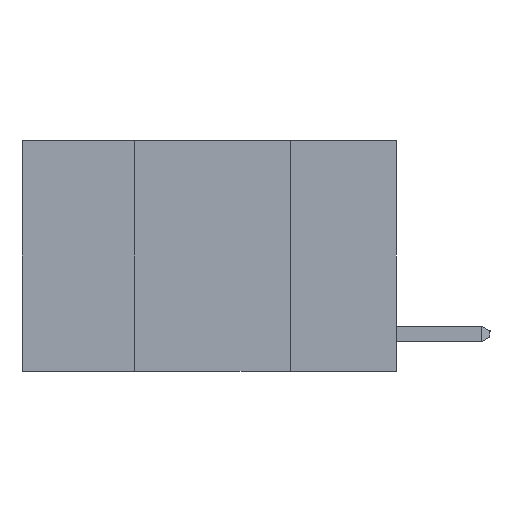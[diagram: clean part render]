
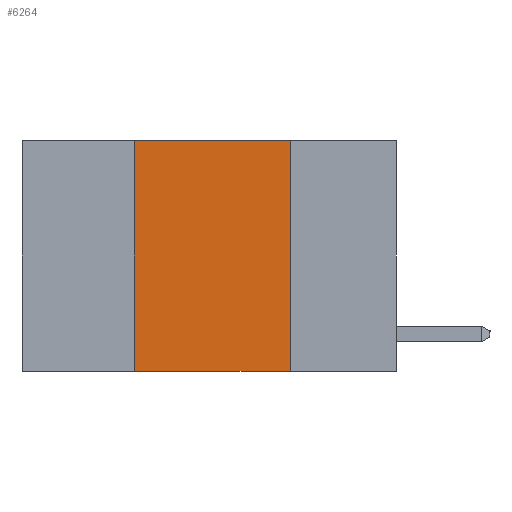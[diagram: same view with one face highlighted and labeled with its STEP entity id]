
A CAD part, left-side view. The second image highlights one B-rep face of the part: STEP entity #6264.
In plain terms, the highlighted planar face has unit normal (-1, 0, 0).
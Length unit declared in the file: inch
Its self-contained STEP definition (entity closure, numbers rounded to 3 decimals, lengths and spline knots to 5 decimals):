
#35 = CARTESIAN_POINT ( 'NONE',  ( 0., 0.42, 0. ) ) ;
#247 = VECTOR ( 'NONE', #10068, 39.37008 ) ;
#1189 = DIRECTION ( 'NONE',  ( 0., -1., 0. ) ) ;
#1429 = CARTESIAN_POINT ( 'NONE',  ( 0., 0.17, -0.37 ) ) ;
#1894 = ORIENTED_EDGE ( 'NONE', *, *, #12699, .F. ) ;
#2104 = EDGE_LOOP ( 'NONE', ( #8573, #1894, #9380, #9783 ) ) ;
#2695 = DIRECTION ( 'NONE',  ( 1., 0., 0. ) ) ;
#3469 = FACE_OUTER_BOUND ( 'NONE', #2104, .T. ) ;
#3543 = LINE ( 'NONE', #11281, #17081 ) ;
#4186 = VERTEX_POINT ( 'NONE', #1429 ) ;
#4783 = LINE ( 'NONE', #11125, #14899 ) ;
#4976 = VERTEX_POINT ( 'NONE', #6163 ) ;
#6163 = CARTESIAN_POINT ( 'NONE',  ( 0., 0.42, -0.37 ) ) ;
#6264 = ADVANCED_FACE ( 'NONE', ( #3469 ), #10538, .F. ) ;
#7355 = DIRECTION ( 'NONE',  ( 0., 0., -1. ) ) ;
#8573 = ORIENTED_EDGE ( 'NONE', *, *, #13946, .F. ) ;
#8781 = AXIS2_PLACEMENT_3D ( 'NONE', #17093, #2695, #11850 ) ;
#9370 = VERTEX_POINT ( 'NONE', #35 ) ;
#9380 = ORIENTED_EDGE ( 'NONE', *, *, #13993, .F. ) ;
#9783 = ORIENTED_EDGE ( 'NONE', *, *, #13994, .T. ) ;
#10068 = DIRECTION ( 'NONE',  ( 0., -1., 0. ) ) ;
#10538 = PLANE ( 'NONE',  #8781 ) ;
#10553 = LINE ( 'NONE', #16587, #247 ) ;
#11125 = CARTESIAN_POINT ( 'NONE',  ( 0., 0.17, 0. ) ) ;
#11281 = CARTESIAN_POINT ( 'NONE',  ( 0., 0.42, 0. ) ) ;
#11562 = VECTOR ( 'NONE', #1189, 39.37008 ) ;
#11663 = VERTEX_POINT ( 'NONE', #16414 ) ;
#11850 = DIRECTION ( 'NONE',  ( 0., 0., -1. ) ) ;
#11957 = LINE ( 'NONE', #15796, #11562 ) ;
#12699 = EDGE_CURVE ( 'NONE', #9370, #11663, #11957, .T. ) ;
#13946 = EDGE_CURVE ( 'NONE', #11663, #4186, #4783, .T. ) ;
#13984 = DIRECTION ( 'NONE',  ( 0., 0., 1. ) ) ;
#13993 = EDGE_CURVE ( 'NONE', #4976, #9370, #3543, .T. ) ;
#13994 = EDGE_CURVE ( 'NONE', #4976, #4186, #10553, .T. ) ;
#14899 = VECTOR ( 'NONE', #7355, 39.37008 ) ;
#15796 = CARTESIAN_POINT ( 'NONE',  ( 0., 0.6, 0. ) ) ;
#16414 = CARTESIAN_POINT ( 'NONE',  ( 0., 0.17, 0. ) ) ;
#16587 = CARTESIAN_POINT ( 'NONE',  ( 0., 0.6, -0.37 ) ) ;
#17081 = VECTOR ( 'NONE', #13984, 39.37008 ) ;
#17093 = CARTESIAN_POINT ( 'NONE',  ( 0., 0.6, 0. ) ) ;
